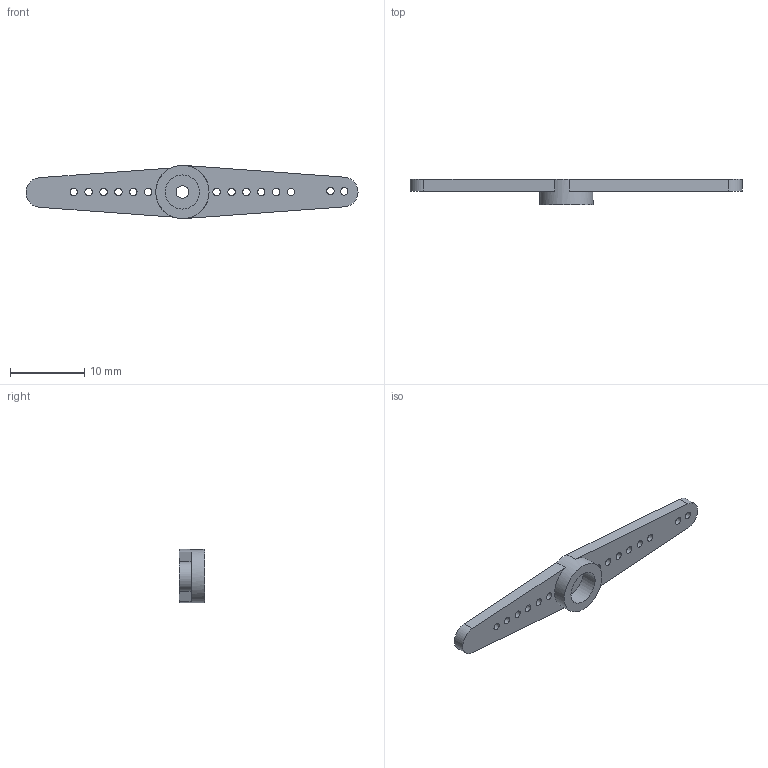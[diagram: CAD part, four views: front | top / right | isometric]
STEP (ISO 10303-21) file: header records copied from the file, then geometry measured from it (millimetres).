
FILE_DESCRIPTION(/* description */ (''),/* implementation_level */ '2;1');
FILE_NAME(/* name */ 'horn.stp',/* time_stamp */ '2014-10-22T16:48:25-04:00',/* author */ ('Justin Schanze'),/* organization */ (''),/* preprocessor_version */ 'ST-DEVELOPER v15.6',/* originating_system */ 'Autodesk Inventor 2015',/* authorisation */ '');
FILE_SCHEMA (('AUTOMOTIVE_DESIGN { 1 0 10303 214 3 1 1 }'));
Length unit declared in the file: centimetre
Products named in the file (1): horn
Bounding box: 44.62 x 3.43 x 7.16 mm (x, y, z)
Volume: 382.9 mm3; surface area: 754.7 mm2
Topology: 1 solids, 1 shells, 30 faces, 80 edges, 54 vertices
Faces by surface type: cylinder 20, plane 10
Full cylindrical faces by diameter (mm): 1 x14, 1.7 x1, 4.6 x1, 4.85 x1, 7.16 x1
Entity records: 930 total; most frequent: DIRECTION 164, CARTESIAN_POINT 141, ORIENTED_EDGE 118, EDGE_LOOP 80, AXIS2_PLACEMENT_3D 74, EDGE_CURVE 59, VERTEX_POINT 51, FACE_BOUND 50
